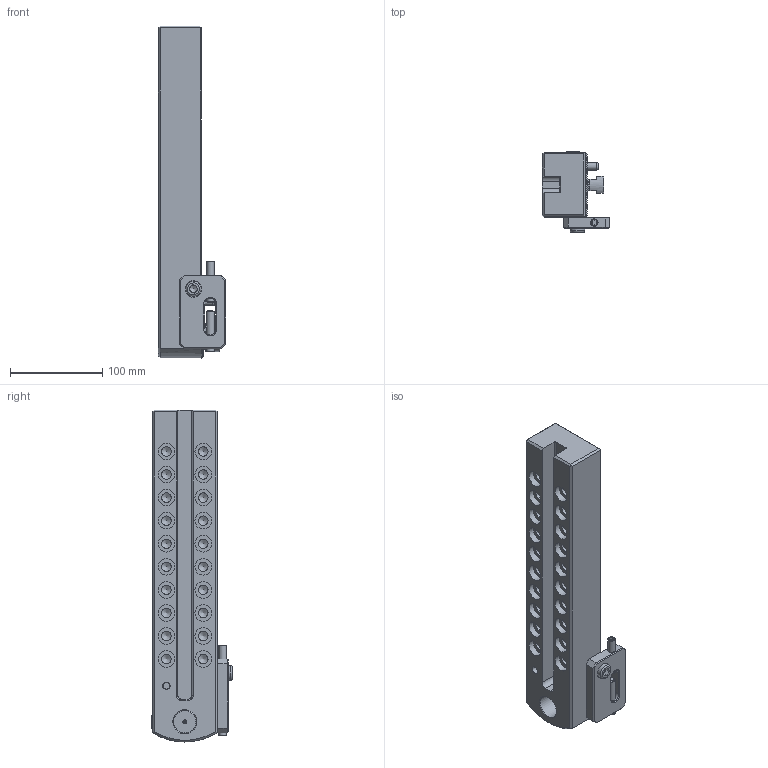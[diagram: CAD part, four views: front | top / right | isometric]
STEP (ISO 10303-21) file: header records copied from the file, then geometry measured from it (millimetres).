
FILE_DESCRIPTION (( 'STEP AP214' ), '1' );
FILE_NAME ('VK3.VK1.360.048.STEP', '2020-08-13T15:06:47', ( '' ), ( '' ), 'SwSTEP 2.0', 'SolidWorks 2017', '' );
FILE_SCHEMA (( 'AUTOMOTIVE_DESIGN' ));
Length unit declared in the file: millimetre
Products named in the file (10): VK3-VK1.360.048_B; VK3.VK1.360.048; VK1-ER3.001.028_A; VK1-ER7.001.012_A; VK1-ER1.001.030_A; ISO 4026 - M8 x 45; VK1-ER2.001.044_A; ISO 4762 - M10 x 16; VK1-ER2.101.010_A; VK1-ER2.201.010_A_vorgespannt
Assembly tree (10 placements, depth 2):
  VK3.VK1.360.048
    VK3-VK1.360.048_B
    VK1-ER2.201.010_A_vorgespannt
    VK1-ER2.101.010_A
    VK1-ER1.001.030_A
    VK1-ER2.001.044_A
    VK1-ER3.001.028_A
    VK1-ER7.001.012_A
    ISO 4762 - M10 x 16
    ISO 4026 - M8 x 45  x2
Bounding box: 73 x 87.5 x 359.92 mm (x, y, z)
Volume: 1001350.6 mm3; surface area: 162837.6 mm2
Topology: 10 solids, 10 shells, 543 faces, 1396 edges, 899 vertices
Faces by surface type: plane 319, cylinder 130, cone 60, bspline 24, torus 8, sphere 2
Full cylindrical faces by diameter (mm): 2 x2, 5 x2, 6 x2, 6.8 x3, 8 x4, 8.5 x1, 10 x1, 10.2 x20, 10.5 x1, 11 x1, 14 x1, 16 x2, 18 x21, 25 x2
Entity records: 20021 total; most frequent: CARTESIAN_POINT 7511, ORIENTED_EDGE 2436, DIRECTION 2194, EDGE_CURVE 1218, VERTEX_POINT 846, AXIS2_PLACEMENT_3D 790, EDGE_LOOP 692, LINE 614
